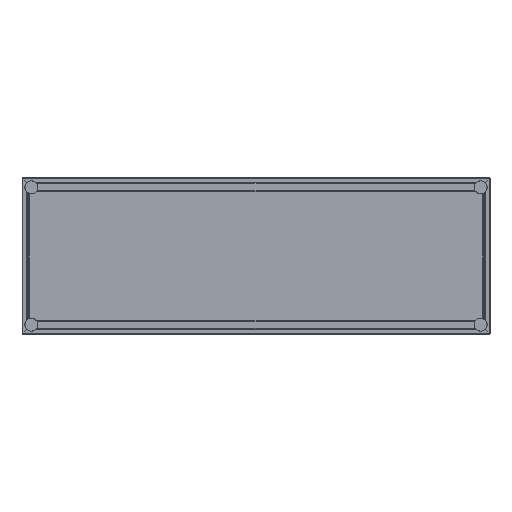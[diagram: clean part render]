
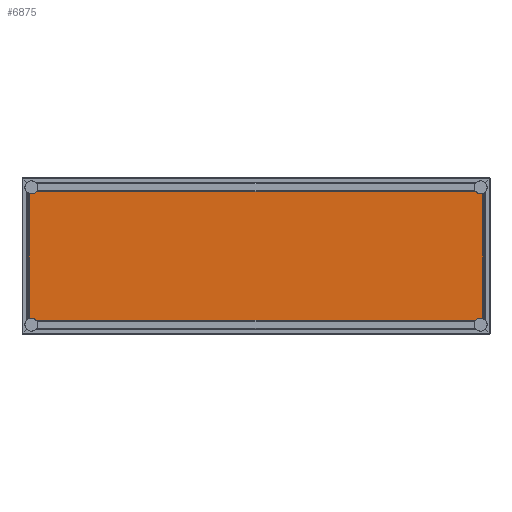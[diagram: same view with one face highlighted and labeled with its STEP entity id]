
A CAD part, front view. The second image highlights one B-rep face of the part: STEP entity #6875.
In plain terms, the highlighted free-form (B-spline) face has degree [1, 1] with [2, 2] control points.
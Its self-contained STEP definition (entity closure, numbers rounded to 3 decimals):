
#6637 = VERTEX_POINT('',#6638);
#6638 = CARTESIAN_POINT('',(888.15,-658.664,
    -54.889));
#6643 = EDGE_CURVE('',#6644,#6637,#6646,.T.);
#6644 = VERTEX_POINT('',#6645);
#6645 = CARTESIAN_POINT('',(912.197,-658.664,
    -54.889));
#6646 = B_SPLINE_CURVE_WITH_KNOTS('',1,(#6647,#6648),.UNSPECIFIED.,.F.,
  .F.,(2,2),(-872.5,-849.5),.PIECEWISE_BEZIER_KNOTS.);
#6647 = CARTESIAN_POINT('',(912.197,-658.664,
    -54.889));
#6648 = CARTESIAN_POINT('',(888.15,-658.664,
    -54.889));
#6699 = EDGE_CURVE('',#6700,#6702,#6704,.T.);
#6700 = VERTEX_POINT('',#6701);
#6701 = CARTESIAN_POINT('',(886.059,-658.664,
    -52.798));
#6702 = VERTEX_POINT('',#6703);
#6703 = CARTESIAN_POINT('',(886.059,-658.664,
    -22.478));
#6704 = B_SPLINE_CURVE_WITH_KNOTS('',1,(#6705,#6706),.UNSPECIFIED.,.F.,
  .F.,(2,2),(-50.5,-21.5),.PIECEWISE_BEZIER_KNOTS.);
#6705 = CARTESIAN_POINT('',(886.059,-658.664,
    -52.798));
#6706 = CARTESIAN_POINT('',(886.059,-658.664,
    -22.478));
#6771 = EDGE_CURVE('',#6772,#6774,#6776,.T.);
#6772 = VERTEX_POINT('',#6773);
#6773 = CARTESIAN_POINT('',(888.15,-658.664,
    -572.41));
#6774 = VERTEX_POINT('',#6775);
#6775 = CARTESIAN_POINT('',(912.197,-658.664,
    -572.41));
#6776 = B_SPLINE_CURVE_WITH_KNOTS('',1,(#6777,#6778),.UNSPECIFIED.,.F.,
  .F.,(2,2),(849.5,872.5),.PIECEWISE_BEZIER_KNOTS.);
#6777 = CARTESIAN_POINT('',(888.15,-658.664,
    -572.41));
#6778 = CARTESIAN_POINT('',(912.197,-658.664,
    -572.41));
#6853 = VERTEX_POINT('',#6854);
#6854 = CARTESIAN_POINT('',(886.059,-658.664,
    -574.501));
#6859 = EDGE_CURVE('',#6860,#6853,#6862,.T.);
#6860 = VERTEX_POINT('',#6861);
#6861 = CARTESIAN_POINT('',(886.059,-658.664,
    -604.82));
#6862 = B_SPLINE_CURVE_WITH_KNOTS('',1,(#6863,#6864),.UNSPECIFIED.,.F.,
  .F.,(2,2),(-578.5,-549.5),.PIECEWISE_BEZIER_KNOTS.);
#6863 = CARTESIAN_POINT('',(886.059,-658.664,
    -604.82));
#6864 = CARTESIAN_POINT('',(886.059,-658.664,
    -574.501));
#6875 = ADVANCED_FACE('',(#6876),#6962,.T.);
#6876 = FACE_BOUND('',#6877,.T.);
#6877 = EDGE_LOOP('',(#6878,#6879,#6885,#6886,#6893,#6900,#6908,#6915,
    #6922,#6929,#6937,#6944,#6949,#6950,#6956,#6957));
#6878 = ORIENTED_EDGE('',*,*,#6643,.T.);
#6879 = ORIENTED_EDGE('',*,*,#6880,.T.);
#6880 = EDGE_CURVE('',#6637,#6700,#6881,.T.);
#6881 = ( BOUNDED_CURVE() B_SPLINE_CURVE(2,(#6882,#6883,#6884),
.UNSPECIFIED.,.F.,.F.) B_SPLINE_CURVE_WITH_KNOTS((3,3),(0.,
1.571),.PIECEWISE_BEZIER_KNOTS.) CURVE() 
GEOMETRIC_REPRESENTATION_ITEM() RATIONAL_B_SPLINE_CURVE((1.,
0.707,1.)) REPRESENTATION_ITEM('') );
#6882 = CARTESIAN_POINT('',(888.15,-658.664,
    -54.889));
#6883 = CARTESIAN_POINT('',(886.059,-658.664,
    -54.889));
#6884 = CARTESIAN_POINT('',(886.059,-658.664,
    -52.798));
#6885 = ORIENTED_EDGE('',*,*,#6699,.T.);
#6886 = ORIENTED_EDGE('',*,*,#6887,.F.);
#6887 = EDGE_CURVE('',#6888,#6702,#6890,.T.);
#6888 = VERTEX_POINT('',#6889);
#6889 = CARTESIAN_POINT('',(-886.059,-658.664,
    -22.478));
#6890 = B_SPLINE_CURVE_WITH_KNOTS('',1,(#6891,#6892),.UNSPECIFIED.,.F.,
  .F.,(2,2),(26.793,1721.793),
  .PIECEWISE_BEZIER_KNOTS.);
#6891 = CARTESIAN_POINT('',(-886.059,-658.664,
    -22.478));
#6892 = CARTESIAN_POINT('',(886.059,-658.664,
    -22.478));
#6893 = ORIENTED_EDGE('',*,*,#6894,.F.);
#6894 = EDGE_CURVE('',#6895,#6888,#6897,.T.);
#6895 = VERTEX_POINT('',#6896);
#6896 = CARTESIAN_POINT('',(-886.059,-658.664,
    -52.798));
#6897 = B_SPLINE_CURVE_WITH_KNOTS('',1,(#6898,#6899),.UNSPECIFIED.,.F.,
  .F.,(2,2),(-50.5,-21.5),.PIECEWISE_BEZIER_KNOTS.);
#6898 = CARTESIAN_POINT('',(-886.059,-658.664,
    -52.798));
#6899 = CARTESIAN_POINT('',(-886.059,-658.664,
    -22.478));
#6900 = ORIENTED_EDGE('',*,*,#6901,.T.);
#6901 = EDGE_CURVE('',#6895,#6902,#6904,.T.);
#6902 = VERTEX_POINT('',#6903);
#6903 = CARTESIAN_POINT('',(-888.15,-658.664,
    -54.889));
#6904 = ( BOUNDED_CURVE() B_SPLINE_CURVE(2,(#6905,#6906,#6907),
.UNSPECIFIED.,.F.,.F.) B_SPLINE_CURVE_WITH_KNOTS((3,3),(4.712,
6.283),.PIECEWISE_BEZIER_KNOTS.) CURVE() 
GEOMETRIC_REPRESENTATION_ITEM() RATIONAL_B_SPLINE_CURVE((1.,
0.707,1.)) REPRESENTATION_ITEM('') );
#6905 = CARTESIAN_POINT('',(-886.059,-658.664,
    -52.798));
#6906 = CARTESIAN_POINT('',(-886.059,-658.664,
    -54.889));
#6907 = CARTESIAN_POINT('',(-888.15,-658.664,
    -54.889));
#6908 = ORIENTED_EDGE('',*,*,#6909,.F.);
#6909 = EDGE_CURVE('',#6910,#6902,#6912,.T.);
#6910 = VERTEX_POINT('',#6911);
#6911 = CARTESIAN_POINT('',(-912.197,-658.664,
    -54.889));
#6912 = B_SPLINE_CURVE_WITH_KNOTS('',1,(#6913,#6914),.UNSPECIFIED.,.F.,
  .F.,(2,2),(-872.5,-849.5),.PIECEWISE_BEZIER_KNOTS.);
#6913 = CARTESIAN_POINT('',(-912.197,-658.664,
    -54.889));
#6914 = CARTESIAN_POINT('',(-888.15,-658.664,
    -54.889));
#6915 = ORIENTED_EDGE('',*,*,#6916,.F.);
#6916 = EDGE_CURVE('',#6917,#6910,#6919,.T.);
#6917 = VERTEX_POINT('',#6918);
#6918 = CARTESIAN_POINT('',(-912.197,-658.664,
    -572.41));
#6919 = B_SPLINE_CURVE_WITH_KNOTS('',1,(#6920,#6921),.UNSPECIFIED.,.F.,
  .F.,(2,2),(32.793,527.793),.PIECEWISE_BEZIER_KNOTS.);
#6920 = CARTESIAN_POINT('',(-912.197,-658.664,
    -572.41));
#6921 = CARTESIAN_POINT('',(-912.197,-658.664,
    -54.889));
#6922 = ORIENTED_EDGE('',*,*,#6923,.F.);
#6923 = EDGE_CURVE('',#6924,#6917,#6926,.T.);
#6924 = VERTEX_POINT('',#6925);
#6925 = CARTESIAN_POINT('',(-888.15,-658.664,
    -572.41));
#6926 = B_SPLINE_CURVE_WITH_KNOTS('',1,(#6927,#6928),.UNSPECIFIED.,.F.,
  .F.,(2,2),(849.5,872.5),.PIECEWISE_BEZIER_KNOTS.);
#6927 = CARTESIAN_POINT('',(-888.15,-658.664,
    -572.41));
#6928 = CARTESIAN_POINT('',(-912.197,-658.664,
    -572.41));
#6929 = ORIENTED_EDGE('',*,*,#6930,.T.);
#6930 = EDGE_CURVE('',#6924,#6931,#6933,.T.);
#6931 = VERTEX_POINT('',#6932);
#6932 = CARTESIAN_POINT('',(-886.059,-658.664,
    -574.501));
#6933 = ( BOUNDED_CURVE() B_SPLINE_CURVE(2,(#6934,#6935,#6936),
.UNSPECIFIED.,.F.,.F.) B_SPLINE_CURVE_WITH_KNOTS((3,3),(3.142,
4.712),.PIECEWISE_BEZIER_KNOTS.) CURVE() 
GEOMETRIC_REPRESENTATION_ITEM() RATIONAL_B_SPLINE_CURVE((1.,
0.707,1.)) REPRESENTATION_ITEM('') );
#6934 = CARTESIAN_POINT('',(-888.15,-658.664,
    -572.41));
#6935 = CARTESIAN_POINT('',(-886.059,-658.664,
    -572.41));
#6936 = CARTESIAN_POINT('',(-886.059,-658.664,
    -574.501));
#6937 = ORIENTED_EDGE('',*,*,#6938,.F.);
#6938 = EDGE_CURVE('',#6939,#6931,#6941,.T.);
#6939 = VERTEX_POINT('',#6940);
#6940 = CARTESIAN_POINT('',(-886.059,-658.664,
    -604.82));
#6941 = B_SPLINE_CURVE_WITH_KNOTS('',1,(#6942,#6943),.UNSPECIFIED.,.F.,
  .F.,(2,2),(-578.5,-549.5),.PIECEWISE_BEZIER_KNOTS.);
#6942 = CARTESIAN_POINT('',(-886.059,-658.664,
    -604.82));
#6943 = CARTESIAN_POINT('',(-886.059,-658.664,
    -574.501));
#6944 = ORIENTED_EDGE('',*,*,#6945,.F.);
#6945 = EDGE_CURVE('',#6860,#6939,#6946,.T.);
#6946 = B_SPLINE_CURVE_WITH_KNOTS('',1,(#6947,#6948),.UNSPECIFIED.,.F.,
  .F.,(2,2),(26.793,1721.793),
  .PIECEWISE_BEZIER_KNOTS.);
#6947 = CARTESIAN_POINT('',(886.059,-658.664,
    -604.82));
#6948 = CARTESIAN_POINT('',(-886.059,-658.664,
    -604.82));
#6949 = ORIENTED_EDGE('',*,*,#6859,.T.);
#6950 = ORIENTED_EDGE('',*,*,#6951,.T.);
#6951 = EDGE_CURVE('',#6853,#6772,#6952,.T.);
#6952 = ( BOUNDED_CURVE() B_SPLINE_CURVE(2,(#6953,#6954,#6955),
.UNSPECIFIED.,.F.,.F.) B_SPLINE_CURVE_WITH_KNOTS((3,3),(1.571,
3.142),.PIECEWISE_BEZIER_KNOTS.) CURVE() 
GEOMETRIC_REPRESENTATION_ITEM() RATIONAL_B_SPLINE_CURVE((1.,
0.707,1.)) REPRESENTATION_ITEM('') );
#6953 = CARTESIAN_POINT('',(886.059,-658.664,
    -574.501));
#6954 = CARTESIAN_POINT('',(886.059,-658.664,
    -572.41));
#6955 = CARTESIAN_POINT('',(888.15,-658.664,
    -572.41));
#6956 = ORIENTED_EDGE('',*,*,#6771,.T.);
#6957 = ORIENTED_EDGE('',*,*,#6958,.F.);
#6958 = EDGE_CURVE('',#6644,#6774,#6959,.T.);
#6959 = B_SPLINE_CURVE_WITH_KNOTS('',1,(#6960,#6961),.UNSPECIFIED.,.F.,
  .F.,(2,2),(32.793,527.793),.PIECEWISE_BEZIER_KNOTS.);
#6960 = CARTESIAN_POINT('',(912.197,-658.664,
    -54.889));
#6961 = CARTESIAN_POINT('',(912.197,-658.664,
    -572.41));
#6962 = B_SPLINE_SURFACE_WITH_KNOTS('',1,1,(
    (#6963,#6964)
    ,(#6965,#6966
    )),.UNSPECIFIED.,.F.,.F.,.F.,(2,2),(2,2),(21.5,578.5),(-872.5,872.5)
  ,.PIECEWISE_BEZIER_KNOTS.);
#6963 = CARTESIAN_POINT('',(-912.197,-658.664,
    -22.478));
#6964 = CARTESIAN_POINT('',(912.197,-658.664,
    -22.478));
#6965 = CARTESIAN_POINT('',(-912.197,-658.664,
    -604.82));
#6966 = CARTESIAN_POINT('',(912.197,-658.664,
    -604.82));
